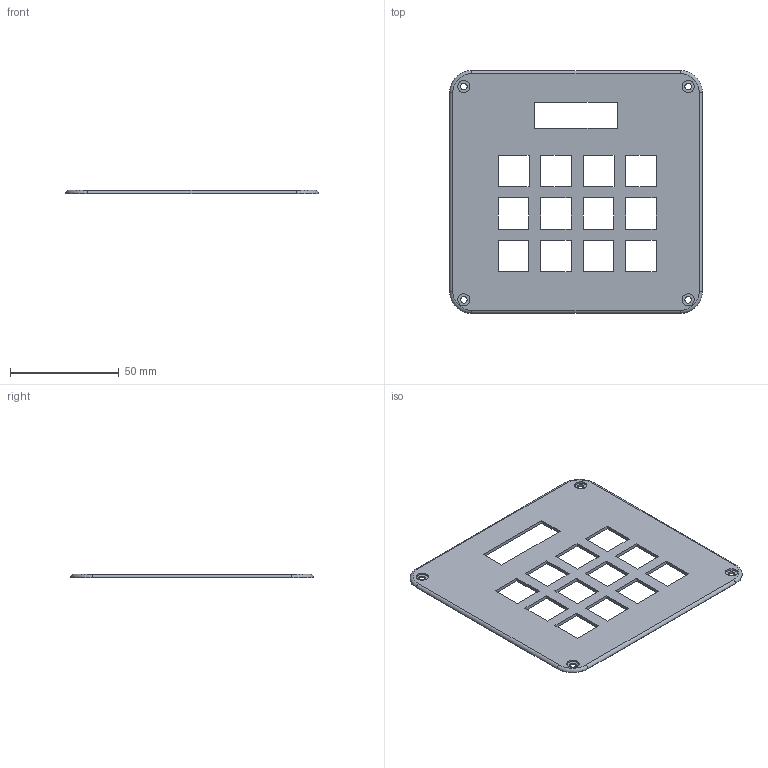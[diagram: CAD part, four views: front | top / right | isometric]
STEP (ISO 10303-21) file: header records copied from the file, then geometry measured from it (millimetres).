
FILE_DESCRIPTION(/* description */ (''),/* implementation_level */ '2;1');
FILE_NAME(/* name */ 'GOATPad [Cover].step',/* time_stamp */ '2026-02-17T14:16:15Z',/* author */ (''),/* organization */ (''),/* preprocessor_version */ 'ST-DEVELOPER v20.1',/* originating_system */ 'Autodesk Translation Framework v14.24.0.0',/* authorisation */ '');
FILE_SCHEMA (('AUTOMOTIVE_DESIGN { 1 0 10303 214 3 1 1 }'));
Length unit declared in the file: millimetre
Products named in the file (2): 2026-02-12-11-18-30-518; 2026-02-12-12-52-54-618
Assembly tree (1 placements, depth 2):
  2026-02-12-11-18-30-518
    2026-02-12-12-52-54-618
Bounding box: 115.9 x 111.4 x 1.5 mm (x, y, z)
Volume: 14617.2 mm3; surface area: 21454.1 mm2
Topology: 1 solids, 1 shells, 82 faces, 220 edges, 144 vertices
Faces by surface type: plane 62, cylinder 16, torus 4
Full cylindrical faces by diameter (mm): 3 x4, 5.6 x4
Entity records: 2664 total; most frequent: CARTESIAN_POINT 449, ORIENTED_EDGE 440, DIRECTION 426, EDGE_CURVE 220, LINE 184, VECTOR 184, VERTEX_POINT 144, AXIS2_PLACEMENT_3D 121
